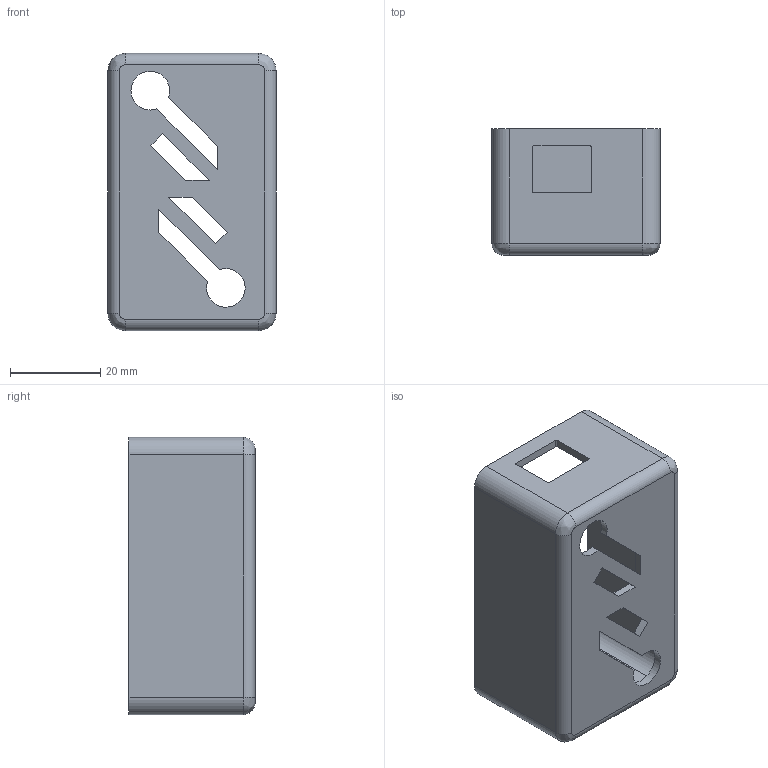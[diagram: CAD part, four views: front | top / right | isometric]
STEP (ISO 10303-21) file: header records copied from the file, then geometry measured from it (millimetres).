
FILE_DESCRIPTION(/* description */ (''),/* implementation_level */ '2;1');
FILE_NAME(/* name */ 'Motor Cap.step',/* time_stamp */ '2024-06-28T04:34:56-05:00',/* author */ (''),/* organization */ (''),/* preprocessor_version */ 'ST-DEVELOPER v20',/* originating_system */ 'Autodesk Translation Framework v13.14.0.145',/* authorisation */ '');
FILE_SCHEMA (('AUTOMOTIVE_DESIGN { 1 0 10303 214 3 1 1 }'));
Length unit declared in the file: inch
Products named in the file (1): V5CAP
Bounding box: 37.3 x 27.94 x 61.49 mm (x, y, z)
Volume: 11772 mm3; surface area: 13803.8 mm2
Topology: 1 solids, 1 shells, 49 faces, 130 edges, 84 vertices
Faces by surface type: plane 29, cylinder 14, bspline 6
Entity records: 1616 total; most frequent: CARTESIAN_POINT 340, ORIENTED_EDGE 260, DIRECTION 246, EDGE_CURVE 130, LINE 94, VECTOR 94, VERTEX_POINT 84, AXIS2_PLACEMENT_3D 76
